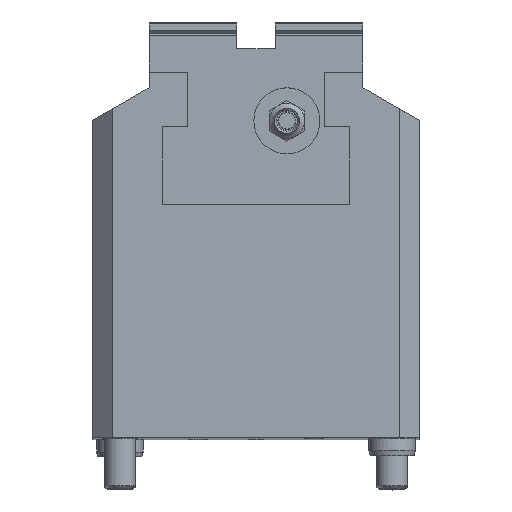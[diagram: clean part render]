
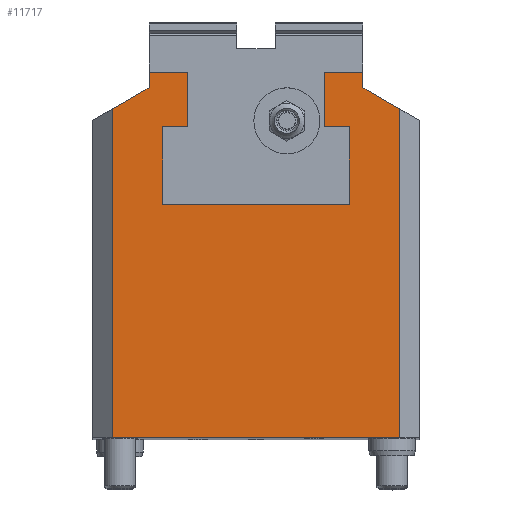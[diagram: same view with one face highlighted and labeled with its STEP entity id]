
A CAD part, top view. The second image highlights one B-rep face of the part: STEP entity #11717.
In plain terms, the highlighted face is planar.
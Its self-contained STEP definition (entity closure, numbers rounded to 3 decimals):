
#974=FACE_OUTER_BOUND('',#1648,.T.);
#1648=EDGE_LOOP('',(#7318,#7319,#7320,#7321,#7322,#7323,#7324,#7325,#7326,
#7327,#7328,#7329,#7330,#7331,#7332,#7333));
#2425=LINE('',#16987,#3495);
#2426=LINE('',#16989,#3496);
#2427=LINE('',#16991,#3497);
#2428=LINE('',#16993,#3498);
#2429=LINE('',#16995,#3499);
#2430=LINE('',#16997,#3500);
#2431=LINE('',#16999,#3501);
#2432=LINE('',#17001,#3502);
#2433=LINE('',#17003,#3503);
#2434=LINE('',#17005,#3504);
#2435=LINE('',#17007,#3505);
#2436=LINE('',#17009,#3506);
#2437=LINE('',#17011,#3507);
#2438=LINE('',#17013,#3508);
#2439=LINE('',#17015,#3509);
#2440=LINE('',#17016,#3510);
#3495=VECTOR('',#13662,10.);
#3496=VECTOR('',#13663,10.);
#3497=VECTOR('',#13664,10.);
#3498=VECTOR('',#13665,10.);
#3499=VECTOR('',#13666,10.);
#3500=VECTOR('',#13667,10.);
#3501=VECTOR('',#13668,10.);
#3502=VECTOR('',#13669,10.);
#3503=VECTOR('',#13670,10.);
#3504=VECTOR('',#13671,10.);
#3505=VECTOR('',#13672,10.);
#3506=VECTOR('',#13673,10.);
#3507=VECTOR('',#13674,10.);
#3508=VECTOR('',#13675,10.);
#3509=VECTOR('',#13676,10.);
#3510=VECTOR('',#13677,10.);
#4565=VERTEX_POINT('',#16985);
#4566=VERTEX_POINT('',#16986);
#4567=VERTEX_POINT('',#16988);
#4568=VERTEX_POINT('',#16990);
#4569=VERTEX_POINT('',#16992);
#4570=VERTEX_POINT('',#16994);
#4571=VERTEX_POINT('',#16996);
#4572=VERTEX_POINT('',#16998);
#4573=VERTEX_POINT('',#17000);
#4574=VERTEX_POINT('',#17002);
#4575=VERTEX_POINT('',#17004);
#4576=VERTEX_POINT('',#17006);
#4577=VERTEX_POINT('',#17008);
#4578=VERTEX_POINT('',#17010);
#4579=VERTEX_POINT('',#17012);
#4580=VERTEX_POINT('',#17014);
#5652=EDGE_CURVE('',#4565,#4566,#2425,.T.);
#5653=EDGE_CURVE('',#4566,#4567,#2426,.T.);
#5654=EDGE_CURVE('',#4567,#4568,#2427,.T.);
#5655=EDGE_CURVE('',#4568,#4569,#2428,.T.);
#5656=EDGE_CURVE('',#4570,#4569,#2429,.T.);
#5657=EDGE_CURVE('',#4571,#4570,#2430,.T.);
#5658=EDGE_CURVE('',#4571,#4572,#2431,.T.);
#5659=EDGE_CURVE('',#4572,#4573,#2432,.T.);
#5660=EDGE_CURVE('',#4573,#4574,#2433,.T.);
#5661=EDGE_CURVE('',#4575,#4574,#2434,.T.);
#5662=EDGE_CURVE('',#4575,#4576,#2435,.T.);
#5663=EDGE_CURVE('',#4577,#4576,#2436,.T.);
#5664=EDGE_CURVE('',#4577,#4578,#2437,.T.);
#5665=EDGE_CURVE('',#4578,#4579,#2438,.T.);
#5666=EDGE_CURVE('',#4580,#4579,#2439,.T.);
#5667=EDGE_CURVE('',#4565,#4580,#2440,.T.);
#7318=ORIENTED_EDGE('',*,*,#5652,.T.);
#7319=ORIENTED_EDGE('',*,*,#5653,.T.);
#7320=ORIENTED_EDGE('',*,*,#5654,.T.);
#7321=ORIENTED_EDGE('',*,*,#5655,.T.);
#7322=ORIENTED_EDGE('',*,*,#5656,.F.);
#7323=ORIENTED_EDGE('',*,*,#5657,.F.);
#7324=ORIENTED_EDGE('',*,*,#5658,.T.);
#7325=ORIENTED_EDGE('',*,*,#5659,.T.);
#7326=ORIENTED_EDGE('',*,*,#5660,.T.);
#7327=ORIENTED_EDGE('',*,*,#5661,.F.);
#7328=ORIENTED_EDGE('',*,*,#5662,.T.);
#7329=ORIENTED_EDGE('',*,*,#5663,.F.);
#7330=ORIENTED_EDGE('',*,*,#5664,.T.);
#7331=ORIENTED_EDGE('',*,*,#5665,.T.);
#7332=ORIENTED_EDGE('',*,*,#5666,.F.);
#7333=ORIENTED_EDGE('',*,*,#5667,.F.);
#10650=PLANE('',#12530);
#11717=ADVANCED_FACE('',(#974),#10650,.T.);
#12530=AXIS2_PLACEMENT_3D('',#16984,#13660,#13661);
#13660=DIRECTION('center_axis',(0.,1.,0.));
#13661=DIRECTION('ref_axis',(0.,0.,
1.));
#13662=DIRECTION('',(-1.,0.,0.));
#13663=DIRECTION('',(0.,0.,-1.));
#13664=DIRECTION('',(1.,0.,0.));
#13665=DIRECTION('',(0.,0.,1.));
#13666=DIRECTION('',(1.,0.,0.));
#13667=DIRECTION('',(0.,0.,-1.));
#13668=DIRECTION('',(1.,0.,0.));
#13669=DIRECTION('',(0.,0.,-1.));
#13670=DIRECTION('',(0.866,0.,-0.5));
#13671=DIRECTION('',(0.,0.,1.));
#13672=DIRECTION('',(-1.,0.,0.));
#13673=DIRECTION('',(0.,0.,-1.));
#13674=DIRECTION('',(0.866,0.,0.5));
#13675=DIRECTION('',(0.,0.,1.));
#13676=DIRECTION('',(-1.,0.,0.));
#13677=DIRECTION('',(0.,0.,1.));
#16984=CARTESIAN_POINT('Origin',(-272.9,116.,48.353));
#16985=CARTESIAN_POINT('',(-327.4,116.,116.353));
#16986=CARTESIAN_POINT('',(-333.9,116.,116.353));
#16987=CARTESIAN_POINT('',(-303.4,116.,116.353));
#16988=CARTESIAN_POINT('',(-333.9,116.,96.353));
#16989=CARTESIAN_POINT('',(-333.9,116.,72.353));
#16990=CARTESIAN_POINT('',(-285.9,116.,96.353));
#16991=CARTESIAN_POINT('',(-279.4,116.,96.353));
#16992=CARTESIAN_POINT('',(-285.9,116.,116.353));
#16993=CARTESIAN_POINT('',(-285.9,116.,82.353));
#16994=CARTESIAN_POINT('',(-292.4,116.,116.353));
#16995=CARTESIAN_POINT('',(-300.65,116.,116.353));
#16996=CARTESIAN_POINT('',(-292.4,116.,130.353));
#16997=CARTESIAN_POINT('',(-292.4,116.,119.853));
#16998=CARTESIAN_POINT('',(-282.4,116.,130.353));
#16999=CARTESIAN_POINT('',(-292.4,116.,130.353));
#17000=CARTESIAN_POINT('',(-282.4,116.,126.353));
#17001=CARTESIAN_POINT('',(-282.4,116.,130.353));
#17002=CARTESIAN_POINT('',(-272.9,116.,120.868));
#17003=CARTESIAN_POINT('',(-282.4,116.,126.353));
#17004=CARTESIAN_POINT('',(-272.9,116.,36.353));
#17005=CARTESIAN_POINT('',(-272.9,116.,103.963));
#17006=CARTESIAN_POINT('',(-346.9,116.,36.353));
#17007=CARTESIAN_POINT('',(-272.9,116.,36.353));
#17008=CARTESIAN_POINT('',(-346.9,116.,120.868));
#17009=CARTESIAN_POINT('',(-346.9,116.,69.149));
#17010=CARTESIAN_POINT('',(-337.4,116.,126.353));
#17011=CARTESIAN_POINT('',(-351.9,116.,117.982));
#17012=CARTESIAN_POINT('',(-337.4,116.,130.353));
#17013=CARTESIAN_POINT('',(-337.4,116.,126.353));
#17014=CARTESIAN_POINT('',(-327.4,116.,130.353));
#17015=CARTESIAN_POINT('',(-319.15,116.,130.353));
#17016=CARTESIAN_POINT('',(-327.4,116.,126.853));
